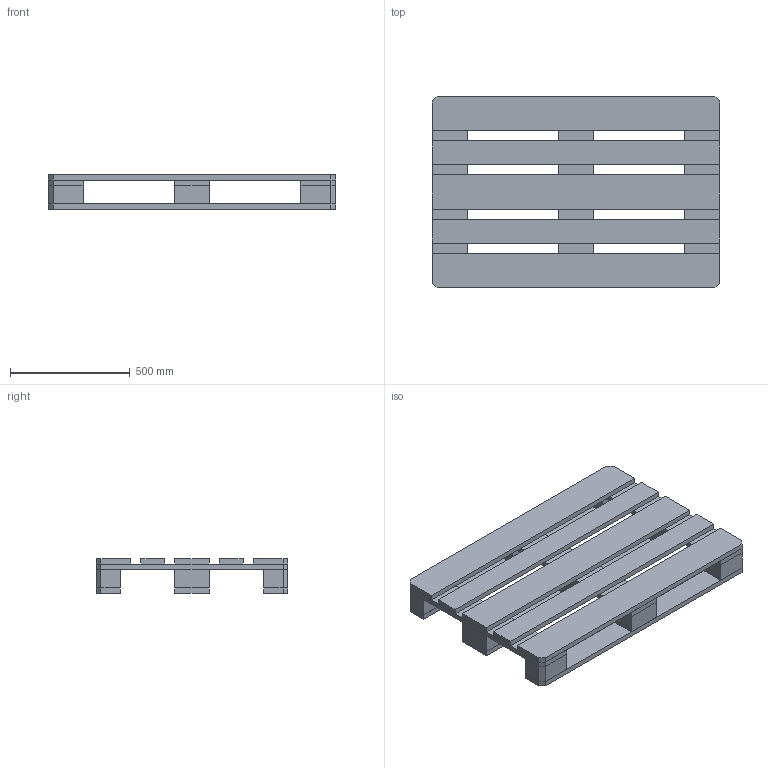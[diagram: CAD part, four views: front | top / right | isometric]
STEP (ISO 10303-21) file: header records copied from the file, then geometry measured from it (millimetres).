
FILE_DESCRIPTION(/* description */ (''),/* implementation_level */ '2;1');
FILE_NAME(/* name */ 'EPalOriginal01',/* time_stamp */ '2018-07-24T10:28:46+02:00',/* author */ (''),/* organization */ (''),/* preprocessor_version */ 'ST-DEVELOPER v15',/* originating_system */ '',/* authorisation */ '');
FILE_SCHEMA (('AUTOMOTIVE_DESIGN'));
Length unit declared in the file: millimetre
Products named in the file (1): Document
Bounding box: 1200 x 800 x 144 mm (x, y, z)
Volume: 45118650 mm3; surface area: 4290301.7 mm2
Topology: 20 solids, 20 shells, 136 faces, 288 edges, 192 vertices
Faces by surface type: plane 136
Entity records: 3309 total; most frequent: CARTESIAN_POINT 906, ORIENTED_EDGE 576, EDGE_CURVE 288, B_SPLINE_CURVE_WITH_KNOTS 288, VERTEX_POINT 192, DIRECTION 140, AXIS2_PLACEMENT_3D 138, ADVANCED_FACE 136
